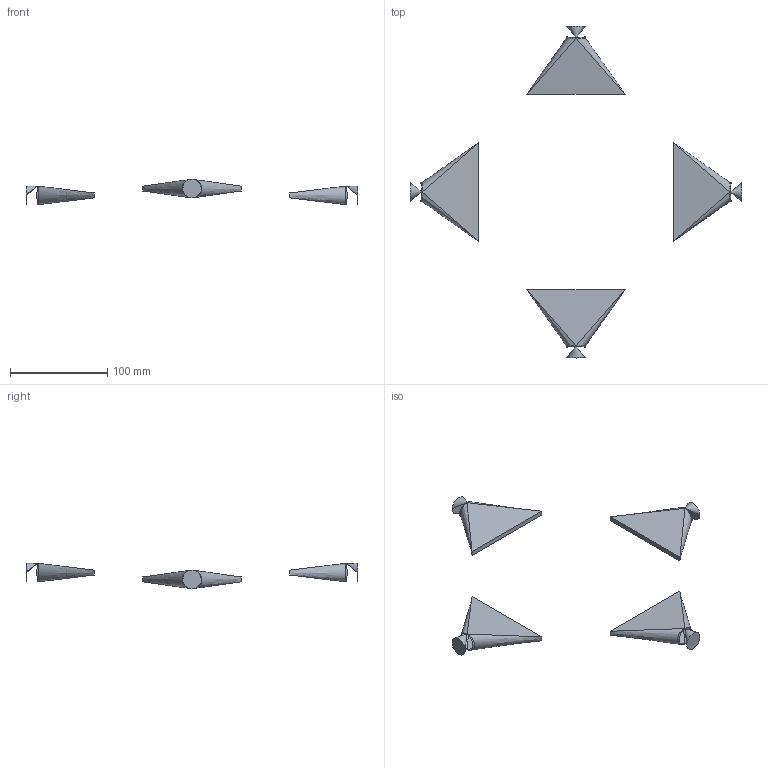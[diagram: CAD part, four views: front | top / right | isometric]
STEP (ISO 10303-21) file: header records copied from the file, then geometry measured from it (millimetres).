
FILE_DESCRIPTION(/* description */ (''),/* implementation_level */ '2;1');
FILE_NAME(/* name */ 'LIGHT GUIDES OPERATING POSITION.stp',/* time_stamp */ '2024-08-09T14:41:12-04:00',/* author */ (''),/* organization */ (''),/* preprocessor_version */ 'ST-DEVELOPER v16.7',/* originating_system */ 'SIEMENS PLM Software NX 12.0',/* authorisation */ '');
FILE_SCHEMA (('AP203_CONFIGURATION_CONTROLLED_3D_DESIGN_OF_MECHANICAL_PARTS_AND_ASSEMBLIES_MIM_LF { 1 0 10303 403 2 1 2}'));
Length unit declared in the file: inch
Products named in the file (2): JL0170612_-; LIGHT GUIDES OPERATING_-
Assembly tree (4 placements, depth 2):
  LIGHT GUIDES OPERATING_-
    JL0170612_-  x4
Bounding box: 340.53 x 340.53 x 26.05 mm (x, y, z)
Volume: 141667 mm3; surface area: 35674.7 mm2
Topology: 4 solids, 4 shells, 72 faces, 196 edges, 132 vertices
Faces by surface type: bspline 48, plane 16, cylinder 8
Full cylindrical faces by diameter (mm): 19.05 x8
Entity records: 1343 total; most frequent: CARTESIAN_POINT 698, ORIENTED_EDGE 90, EDGE_CURVE 45, DIRECTION 39, B_SPLINE_CURVE_WITH_KNOTS 35, VERTEX_POINT 31, PERSON_AND_ORGANIZATION 22, ORGANIZATION 22
